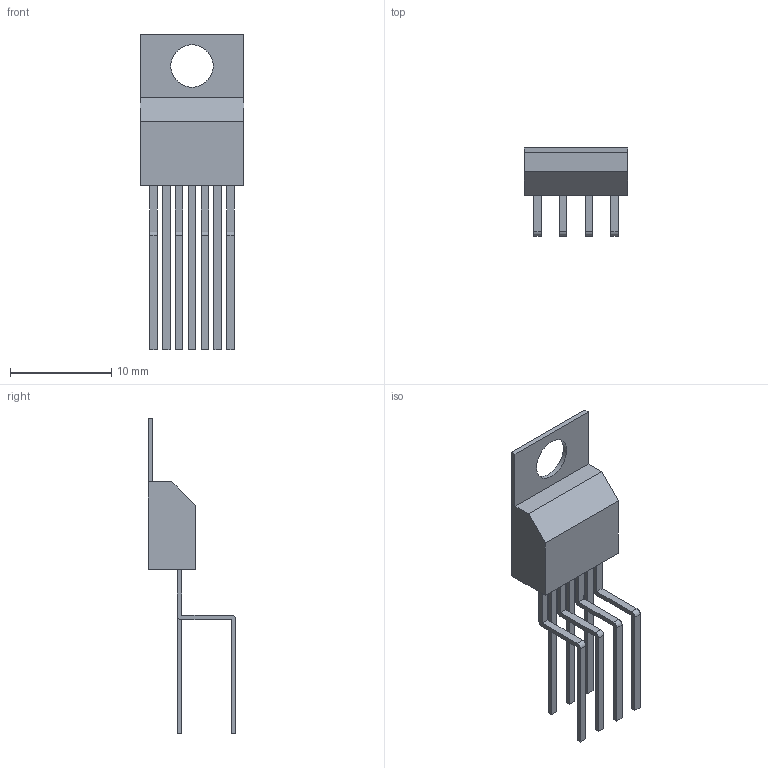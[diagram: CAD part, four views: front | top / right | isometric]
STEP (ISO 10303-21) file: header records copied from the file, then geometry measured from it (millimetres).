
FILE_DESCRIPTION(('FreeCAD Model'),'2;1');
FILE_NAME('588802.2.1.stp','2020-04-09T01:43:51',( 'Author'),(''),'Open CASCADE STEP processor 6.9','FreeCAD','Unknown' );
FILE_SCHEMA(('AUTOMOTIVE_DESIGN { 1 0 10303 214 1 1 1 1 }'));
Length unit declared in the file: millimetre
Products named in the file (5): ASSEMBLY; Tab; Body; StraightPinsArray; BentPinsArray
Assembly tree (4 placements, depth 2):
  ASSEMBLY
    Tab
    Body
    StraightPinsArray
    BentPinsArray
Bounding box: 10.22 x 8.67 x 31.22 mm (x, y, z)
Volume: 458 mm3; surface area: 788.6 mm2
Topology: 9 solids, 9 shells, 80 faces, 186 edges, 124 vertices
Faces by surface type: plane 71, cylinder 9
Full cylindrical faces by diameter (mm): 4.2 x1
Entity records: 4845 total; most frequent: CARTESIAN_POINT 835, DIRECTION 728, LINE 514, VECTOR 514, ORIENTED_EDGE 372, PCURVE 372, DEFINITIONAL_REPRESENTATION 372, EDGE_CURVE 186
